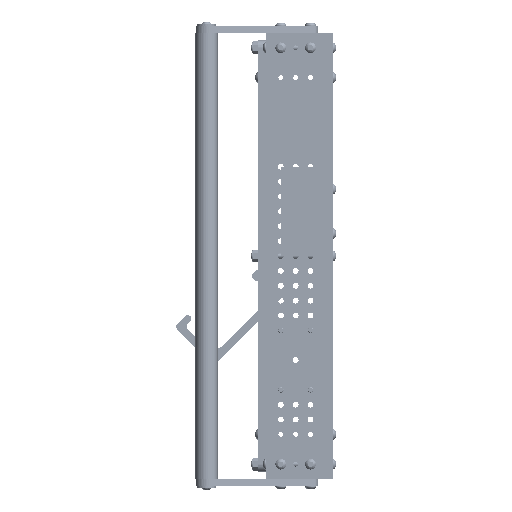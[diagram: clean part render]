
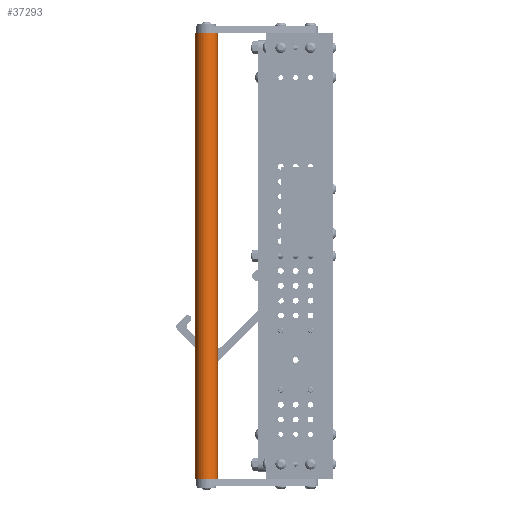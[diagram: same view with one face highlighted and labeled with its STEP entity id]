
A CAD part, left-side view. The second image highlights one B-rep face of the part: STEP entity #37293.
In plain terms, the highlighted cylindrical face has radius 9.525 mm (diameter 19.05 mm), a full revolution.
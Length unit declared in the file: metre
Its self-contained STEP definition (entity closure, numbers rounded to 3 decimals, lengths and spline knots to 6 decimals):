
#921=CYLINDRICAL_SURFACE('',#40475,0.009525);
#3095=CIRCLE('',#40476,0.009525);
#3096=CIRCLE('',#40477,0.009525);
#7887=ORIENTED_EDGE('',*,*,#14915,.T.);
#7888=ORIENTED_EDGE('',*,*,#14916,.F.);
#14915=EDGE_CURVE('',#18877,#18877,#3095,.T.);
#14916=EDGE_CURVE('',#18878,#18878,#3096,.T.);
#18877=VERTEX_POINT('',#58911);
#18878=VERTEX_POINT('',#58913);
#24643=EDGE_LOOP('',(#7887));
#24644=EDGE_LOOP('',(#7888));
#31441=FACE_BOUND('',#24643,.T.);
#31442=FACE_BOUND('',#24644,.T.);
#37293=ADVANCED_FACE('',(#31441,#31442),#921,.T.);
#40475=AXIS2_PLACEMENT_3D('',#58909,#47645,#47646);
#40476=AXIS2_PLACEMENT_3D('',#58910,#47647,#47648);
#40477=AXIS2_PLACEMENT_3D('',#58912,#47649,#47650);
#47645=DIRECTION('',(0.,0.,1.));
#47646=DIRECTION('',(0.,-1.,0.));
#47647=DIRECTION('',(0.,0.,1.));
#47648=DIRECTION('',(0.,-1.,0.));
#47649=DIRECTION('',(0.,0.,1.));
#47650=DIRECTION('',(0.,-1.,0.));
#58909=CARTESIAN_POINT('',(0.,0.,-0.381));
#58910=CARTESIAN_POINT('',(0.,0.,-0.381));
#58911=CARTESIAN_POINT('',(0.,-0.009525,-0.381));
#58912=CARTESIAN_POINT('',(0.,0.,0.));
#58913=CARTESIAN_POINT('',(0.,-0.009525,0.));
